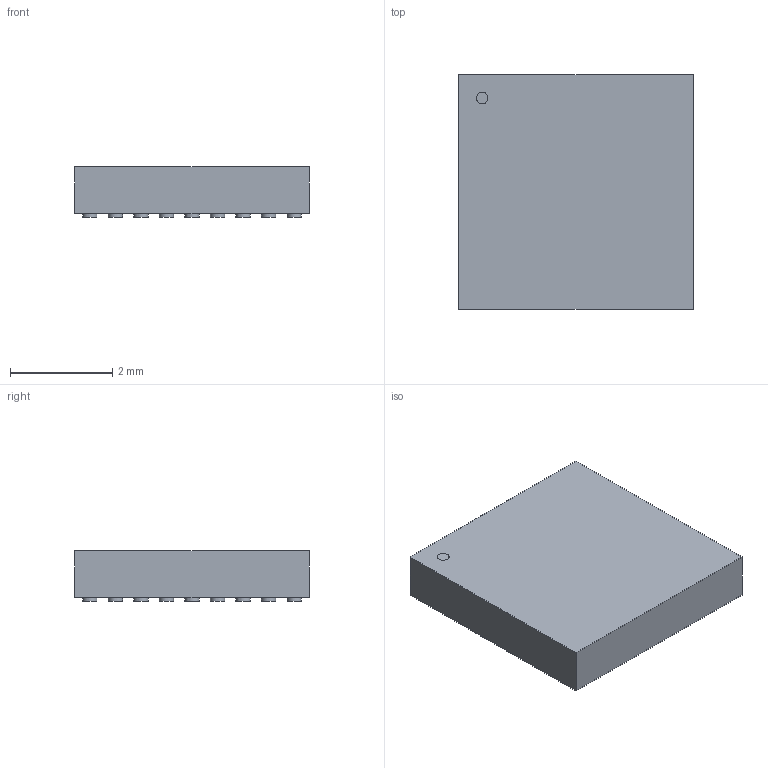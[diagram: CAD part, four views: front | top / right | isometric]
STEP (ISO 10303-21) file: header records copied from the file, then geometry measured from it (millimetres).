
FILE_DESCRIPTION(('STEP AP214'),'1');
FILE_NAME('LGA_M10Q-00B_UBL','2023-11-10T12:47:08',(''),(''),'','','');
FILE_SCHEMA(('AUTOMOTIVE_DESIGN'));
Length unit declared in the file: millimetre
Products named in the file (1): product
Bounding box: 4.6 x 4.6 x 0.99 mm (x, y, z)
Volume: 19.6 mm3; surface area: 69.2 mm2
Topology: 55 solids, 55 shells, 168 faces, 174 edges, 116 vertices
Faces by surface type: plane 114, cylinder 54
Full cylindrical faces by diameter (mm): 0.23 x1, 0.279 x53
Entity records: 3288 total; most frequent: DIRECTION 674, CARTESIAN_POINT 447, AXIS2_PLACEMENT_3D 331, ORIENTED_EDGE 240, EDGE_LOOP 222, ADVANCED_FACE 168, FACE_OUTER_BOUND 168, STYLED_ITEM 168
